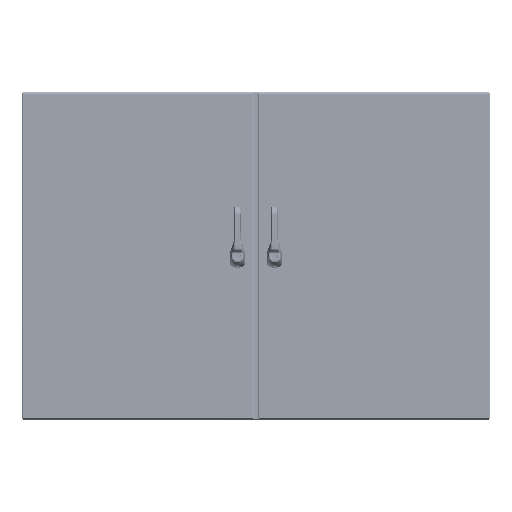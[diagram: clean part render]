
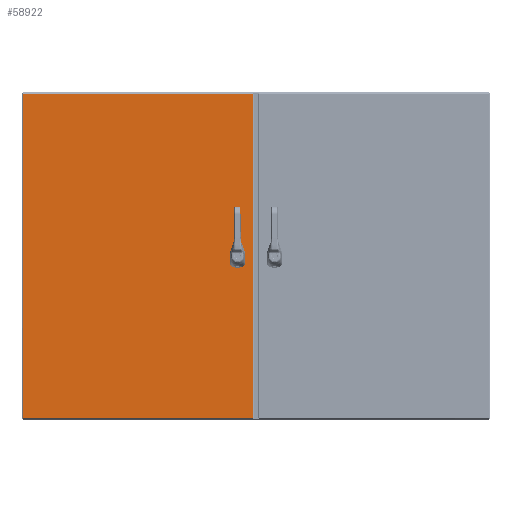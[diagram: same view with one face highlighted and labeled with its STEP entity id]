
A CAD part, top view. The second image highlights one B-rep face of the part: STEP entity #58922.
In plain terms, the highlighted face is planar.
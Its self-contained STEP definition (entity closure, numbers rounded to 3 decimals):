
#9323=LINE('',#84171,#13410);
#9327=LINE('',#84183,#13414);
#9331=LINE('',#84195,#13418);
#9335=LINE('',#84205,#13422);
#9359=LINE('',#84298,#13446);
#9374=LINE('',#84398,#13461);
#9380=LINE('',#84479,#13467);
#9394=LINE('',#84576,#13481);
#13410=VECTOR('',#68265,0.394);
#13414=VECTOR('',#68277,0.394);
#13418=VECTOR('',#68289,0.394);
#13422=VECTOR('',#68301,0.394);
#13446=VECTOR('',#68391,0.394);
#13461=VECTOR('',#68420,0.394);
#13467=VECTOR('',#68432,0.394);
#13481=VECTOR('',#68460,0.394);
#17331=PLANE('',#62182);
#18127=FACE_BOUND('',#21310,.T.);
#18128=FACE_BOUND('',#21311,.T.);
#18129=FACE_BOUND('',#21312,.T.);
#18130=FACE_BOUND('',#21313,.T.);
#18702=FACE_OUTER_BOUND('',#21309,.T.);
#21309=EDGE_LOOP('',(#45497,#45498,#45499,#45500));
#21310=EDGE_LOOP('',(#45501,#45502,#45503,#45504,#45505,#45506,#45507,#45508));
#21311=EDGE_LOOP('',(#45509));
#21312=EDGE_LOOP('',(#45510));
#21313=EDGE_LOOP('',(#45511));
#24045=CIRCLE('',#62112,0.453);
#24047=CIRCLE('',#62116,0.453);
#24049=CIRCLE('',#62120,0.453);
#24051=CIRCLE('',#62124,0.453);
#24053=CIRCLE('',#62128,0.14);
#24055=CIRCLE('',#62131,0.14);
#24057=CIRCLE('',#62134,0.14);
#27362=VERTEX_POINT('',#84162);
#27363=VERTEX_POINT('',#84164);
#27365=VERTEX_POINT('',#84170);
#27367=VERTEX_POINT('',#84176);
#27369=VERTEX_POINT('',#84182);
#27371=VERTEX_POINT('',#84188);
#27373=VERTEX_POINT('',#84194);
#27375=VERTEX_POINT('',#84200);
#27377=VERTEX_POINT('',#84209);
#27379=VERTEX_POINT('',#84214);
#27381=VERTEX_POINT('',#84219);
#27403=VERTEX_POINT('',#84289);
#27404=VERTEX_POINT('',#84297);
#27413=VERTEX_POINT('',#84389);
#27414=VERTEX_POINT('',#84397);
#35785=EDGE_CURVE('',#27363,#27362,#24045,.T.);
#35788=EDGE_CURVE('',#27365,#27363,#9323,.T.);
#35791=EDGE_CURVE('',#27367,#27365,#24047,.T.);
#35794=EDGE_CURVE('',#27369,#27367,#9327,.T.);
#35797=EDGE_CURVE('',#27371,#27369,#24049,.T.);
#35800=EDGE_CURVE('',#27373,#27371,#9331,.T.);
#35803=EDGE_CURVE('',#27375,#27373,#24051,.T.);
#35806=EDGE_CURVE('',#27362,#27375,#9335,.T.);
#35808=EDGE_CURVE('',#27377,#27377,#24053,.T.);
#35810=EDGE_CURVE('',#27379,#27379,#24055,.T.);
#35812=EDGE_CURVE('',#27381,#27381,#24057,.T.);
#35845=EDGE_CURVE('',#27404,#27403,#9359,.T.);
#35864=EDGE_CURVE('',#27414,#27413,#9374,.T.);
#35874=EDGE_CURVE('',#27413,#27404,#9380,.T.);
#35892=EDGE_CURVE('',#27403,#27414,#9394,.T.);
#45497=ORIENTED_EDGE('',*,*,#35845,.T.);
#45498=ORIENTED_EDGE('',*,*,#35892,.T.);
#45499=ORIENTED_EDGE('',*,*,#35864,.T.);
#45500=ORIENTED_EDGE('',*,*,#35874,.T.);
#45501=ORIENTED_EDGE('',*,*,#35785,.T.);
#45502=ORIENTED_EDGE('',*,*,#35806,.T.);
#45503=ORIENTED_EDGE('',*,*,#35803,.T.);
#45504=ORIENTED_EDGE('',*,*,#35800,.T.);
#45505=ORIENTED_EDGE('',*,*,#35797,.T.);
#45506=ORIENTED_EDGE('',*,*,#35794,.T.);
#45507=ORIENTED_EDGE('',*,*,#35791,.T.);
#45508=ORIENTED_EDGE('',*,*,#35788,.T.);
#45509=ORIENTED_EDGE('',*,*,#35808,.T.);
#45510=ORIENTED_EDGE('',*,*,#35810,.T.);
#45511=ORIENTED_EDGE('',*,*,#35812,.T.);
#58922=ADVANCED_FACE('',(#18702,#18127,#18128,#18129,#18130),#17331,.F.);
#62112=AXIS2_PLACEMENT_3D('',#84165,#68259,#68260);
#62116=AXIS2_PLACEMENT_3D('',#84177,#68271,#68272);
#62120=AXIS2_PLACEMENT_3D('',#84189,#68283,#68284);
#62124=AXIS2_PLACEMENT_3D('',#84201,#68295,#68296);
#62128=AXIS2_PLACEMENT_3D('',#84210,#68306,#68307);
#62131=AXIS2_PLACEMENT_3D('',#84215,#68312,#68313);
#62134=AXIS2_PLACEMENT_3D('',#84220,#68318,#68319);
#62182=AXIS2_PLACEMENT_3D('',#84662,#68485,#68486);
#68259=DIRECTION('center_axis',(0.,0.,1.));
#68260=DIRECTION('ref_axis',(-0.469,-0.883,0.));
#68265=DIRECTION('',(0.,1.,0.));
#68271=DIRECTION('center_axis',(0.,0.,1.));
#68272=DIRECTION('ref_axis',(-0.883,0.469,0.));
#68277=DIRECTION('',(1.,0.,0.));
#68283=DIRECTION('center_axis',(0.,0.,1.));
#68284=DIRECTION('ref_axis',(0.469,0.883,0.));
#68289=DIRECTION('',(0.,-1.,0.));
#68295=DIRECTION('center_axis',(0.,0.,1.));
#68296=DIRECTION('ref_axis',(0.883,-0.469,0.));
#68301=DIRECTION('',(-1.,0.,0.));
#68306=DIRECTION('center_axis',(0.,0.,1.));
#68307=DIRECTION('ref_axis',(1.,0.,0.));
#68312=DIRECTION('center_axis',(0.,0.,1.));
#68313=DIRECTION('ref_axis',(1.,0.,0.));
#68318=DIRECTION('center_axis',(0.,0.,1.));
#68319=DIRECTION('ref_axis',(1.,0.,0.));
#68391=DIRECTION('',(0.,1.,0.));
#68420=DIRECTION('',(0.,-1.,0.));
#68432=DIRECTION('',(-1.,0.,0.));
#68460=DIRECTION('',(1.,0.,0.));
#68485=DIRECTION('center_axis',(0.,0.,1.));
#68486=DIRECTION('ref_axis',(1.,0.,0.));
#84162=CARTESIAN_POINT('',(2.338,21.275,0.));
#84164=CARTESIAN_POINT('',(2.525,21.088,0.));
#84165=CARTESIAN_POINT('Origin',(2.125,20.875,0.));
#84170=CARTESIAN_POINT('',(2.525,20.662,0.));
#84171=CARTESIAN_POINT('',(2.525,20.981,0.));
#84176=CARTESIAN_POINT('',(2.338,20.475,0.));
#84177=CARTESIAN_POINT('Origin',(2.125,20.875,0.));
#84182=CARTESIAN_POINT('',(1.912,20.475,0.));
#84183=CARTESIAN_POINT('',(8.606,20.475,0.));
#84188=CARTESIAN_POINT('',(1.725,20.662,0.));
#84189=CARTESIAN_POINT('Origin',(2.125,20.875,0.));
#84194=CARTESIAN_POINT('',(1.725,21.088,0.));
#84195=CARTESIAN_POINT('',(1.725,20.769,0.));
#84200=CARTESIAN_POINT('',(1.912,21.275,0.));
#84201=CARTESIAN_POINT('Origin',(2.125,20.875,0.));
#84205=CARTESIAN_POINT('',(8.394,21.275,0.));
#84209=CARTESIAN_POINT('',(1.985,22.253,0.));
#84210=CARTESIAN_POINT('Origin',(2.125,22.253,0.));
#84214=CARTESIAN_POINT('',(1.985,21.761,0.));
#84215=CARTESIAN_POINT('Origin',(2.125,21.761,0.));
#84219=CARTESIAN_POINT('',(1.985,19.99,0.));
#84220=CARTESIAN_POINT('Origin',(2.125,19.99,0.));
#84289=CARTESIAN_POINT('',(0.121,41.629,0.));
#84297=CARTESIAN_POINT('',(0.121,0.121,0.));
#84298=CARTESIAN_POINT('',(0.121,10.498,0.));
#84389=CARTESIAN_POINT('',(29.629,0.121,0.));
#84397=CARTESIAN_POINT('',(29.629,41.629,0.));
#84398=CARTESIAN_POINT('',(29.629,31.252,0.));
#84479=CARTESIAN_POINT('',(22.252,0.121,0.));
#84576=CARTESIAN_POINT('',(7.498,41.629,0.));
#84662=CARTESIAN_POINT('Origin',(14.875,20.875,0.));
